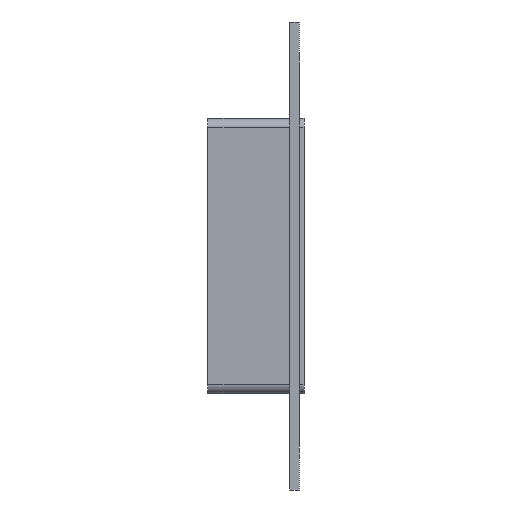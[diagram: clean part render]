
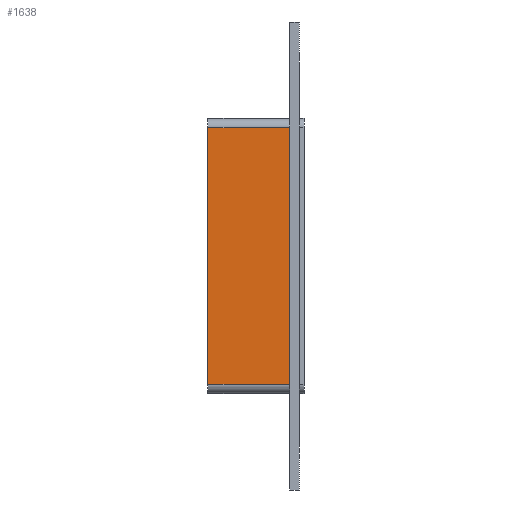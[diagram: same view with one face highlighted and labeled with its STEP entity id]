
A CAD part, left-side view. The second image highlights one B-rep face of the part: STEP entity #1638.
In plain terms, the highlighted planar face has unit normal (-1, 0, 0).
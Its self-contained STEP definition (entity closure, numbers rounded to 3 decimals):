
#933=CARTESIAN_POINT('',(-196.75,6.,-79.75));
#934=VERTEX_POINT('',#933);
#984=CARTESIAN_POINT('',(-196.75,6.,79.75));
#985=VERTEX_POINT('',#984);
#993=CARTESIAN_POINT('',(-196.75,6.,-79.75));
#994=DIRECTION('',(0.0,0.0,1.0));
#995=VECTOR('',#994,159.5);
#996=LINE('',#993,#995);
#997=EDGE_CURVE('',#934,#985,#996,.T.);
#1596=CARTESIAN_POINT('',(-196.75,57.0,-79.75));
#1597=VERTEX_POINT('',#1596);
#1598=CARTESIAN_POINT('',(-196.75,6.,-79.75));
#1599=DIRECTION('',(0.0,1.0,0.0));
#1600=VECTOR('',#1599,51.0);
#1601=LINE('',#1598,#1600);
#1602=EDGE_CURVE('',#934,#1597,#1601,.T.);
#1615=CARTESIAN_POINT('',(-196.75,0.0,-85.75));
#1616=DIRECTION('',(-1.0,0.0,0.0));
#1617=DIRECTION('',(0.0,0.0,1.0));
#1618=AXIS2_PLACEMENT_3D('',#1615,#1616,#1617);
#1619=PLANE('',#1618);
#1620=ORIENTED_EDGE('',*,*,#997,.T.);
#1621=CARTESIAN_POINT('',(-196.75,57.0,79.75));
#1622=VERTEX_POINT('',#1621);
#1623=CARTESIAN_POINT('',(-196.75,57.0,79.75));
#1624=DIRECTION('',(0.0,-1.0,0.0));
#1625=VECTOR('',#1624,51.0);
#1626=LINE('',#1623,#1625);
#1627=EDGE_CURVE('',#1622,#985,#1626,.T.);
#1628=ORIENTED_EDGE('',*,*,#1627,.F.);
#1629=CARTESIAN_POINT('',(-196.75,57.0,-79.75));
#1630=DIRECTION('',(0.0,0.0,1.0));
#1631=VECTOR('',#1630,159.5);
#1632=LINE('',#1629,#1631);
#1633=EDGE_CURVE('',#1597,#1622,#1632,.T.);
#1634=ORIENTED_EDGE('',*,*,#1633,.F.);
#1635=ORIENTED_EDGE('',*,*,#1602,.F.);
#1636=EDGE_LOOP('',(#1620,#1628,#1634,#1635));
#1637=FACE_OUTER_BOUND('',#1636,.T.);
#1638=ADVANCED_FACE('',(#1637),#1619,.T.);
